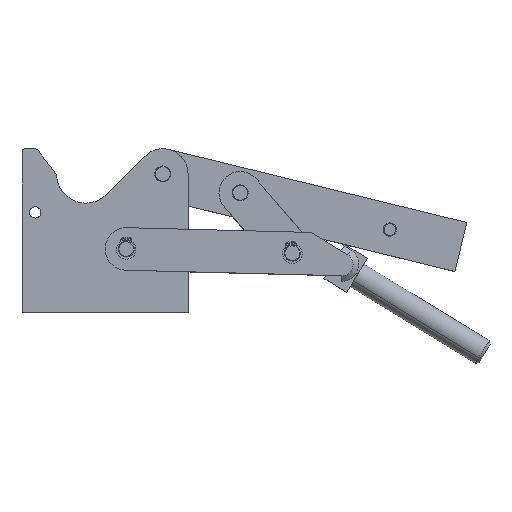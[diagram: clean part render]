
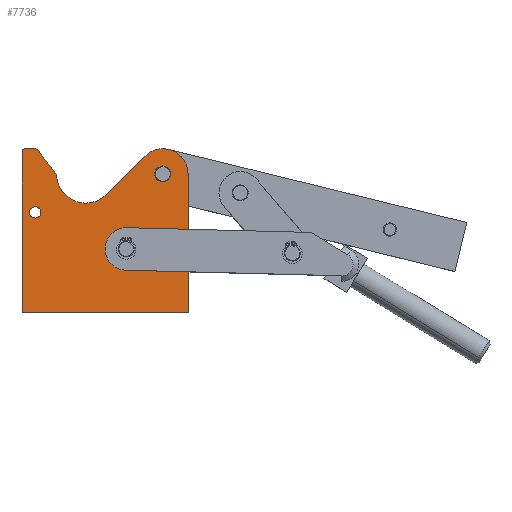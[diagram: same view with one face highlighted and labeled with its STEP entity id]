
A CAD part, top view. The second image highlights one B-rep face of the part: STEP entity #7736.
In plain terms, the highlighted planar face has unit normal (0, 0, 1).
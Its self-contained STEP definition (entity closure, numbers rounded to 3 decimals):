
#1335=CARTESIAN_POINT('',(68.073,51.503,12.));
#1336=VERTEX_POINT('',#1335);
#1343=CARTESIAN_POINT('',(80.073,51.503,12.));
#1344=VERTEX_POINT('',#1343);
#1345=CARTESIAN_POINT('',(74.073,51.503,12.));
#1346=DIRECTION('',(0.0,0.0,-1.0));
#1347=DIRECTION('',(-1.0,0.0,0.0));
#1348=AXIS2_PLACEMENT_3D('',#1345,#1346,#1347);
#1349=CIRCLE('',#1348,6.);
#1350=EDGE_CURVE('',#1344,#1336,#1349,.T.);
#3558=CARTESIAN_POINT('',(60.638,64.938,12.));
#3559=VERTEX_POINT('',#3558);
#3566=CARTESIAN_POINT('',(93.073,51.503,12.));
#3567=VERTEX_POINT('',#3566);
#3568=CARTESIAN_POINT('',(74.073,51.503,12.));
#3569=DIRECTION('',(0.0,0.0,-1.0));
#3570=DIRECTION('',(1.0,0.0,0.0));
#3571=AXIS2_PLACEMENT_3D('',#3568,#3569,#3570);
#3572=CIRCLE('',#3571,19.0);
#3573=EDGE_CURVE('',#3559,#3567,#3572,.T.);
#3847=CARTESIAN_POINT('',(-21.05,70.25,12.));
#3848=VERTEX_POINT('',#3847);
#3864=CARTESIAN_POINT('',(-22.146,70.503,12.));
#3865=VERTEX_POINT('',#3864);
#3872=CARTESIAN_POINT('',(-22.146,68.003,12.));
#3873=DIRECTION('',(0.0,0.0,-1.));
#3874=DIRECTION('',(0.438,0.899,0.0));
#3875=AXIS2_PLACEMENT_3D('',#3872,#3873,#3874);
#3876=CIRCLE('',#3875,2.5);
#3877=EDGE_CURVE('',#3865,#3848,#3876,.T.);
#3889=CARTESIAN_POINT('',(-31.194,69.77,12.));
#3890=VERTEX_POINT('',#3889);
#3906=CARTESIAN_POINT('',(-31.927,68.003,12.));
#3907=VERTEX_POINT('',#3906);
#3914=CARTESIAN_POINT('',(-29.427,68.003,12.));
#3915=DIRECTION('',(0.0,0.0,-1.0));
#3916=DIRECTION('',(-0.707,0.707,0.0));
#3917=AXIS2_PLACEMENT_3D('',#3914,#3915,#3916);
#3918=CIRCLE('',#3917,2.5);
#3919=EDGE_CURVE('',#3907,#3890,#3918,.T.);
#3929=CARTESIAN_POINT('',(-26.177,22.503,12.));
#3930=VERTEX_POINT('',#3929);
#3939=CARTESIAN_POINT('',(-17.677,22.503,12.));
#3940=VERTEX_POINT('',#3939);
#3941=CARTESIAN_POINT('',(-21.927,22.503,12.));
#3942=DIRECTION('',(0.0,0.0,-1.0));
#3943=DIRECTION('',(-1.0,0.0,0.0));
#3944=AXIS2_PLACEMENT_3D('',#3941,#3942,#3943);
#3945=CIRCLE('',#3944,4.25);
#3946=EDGE_CURVE('',#3940,#3930,#3945,.T.);
#7378=CARTESIAN_POINT('',(93.073,-52.497,12.));
#7379=VERTEX_POINT('',#7378);
#7380=CARTESIAN_POINT('',(-31.927,-52.497,12.));
#7381=VERTEX_POINT('',#7380);
#7382=CARTESIAN_POINT('',(93.073,-52.497,12.));
#7383=DIRECTION('',(-1.0,0.0,0.0));
#7384=VECTOR('',#7383,125.0);
#7385=LINE('',#7382,#7384);
#7386=EDGE_CURVE('',#7379,#7381,#7385,.T.);
#7418=CARTESIAN_POINT('',(93.073,9.812,12.));
#7419=VERTEX_POINT('',#7418);
#7420=CARTESIAN_POINT('',(93.073,51.503,12.));
#7421=DIRECTION('',(0.0,-1.0,0.0));
#7422=VECTOR('',#7421,41.691);
#7423=LINE('',#7420,#7422);
#7424=EDGE_CURVE('',#3567,#7419,#7423,.T.);
#7426=CARTESIAN_POINT('',(93.073,-22.199,12.));
#7427=VERTEX_POINT('',#7426);
#7434=CARTESIAN_POINT('',(93.073,-22.199,12.));
#7435=DIRECTION('',(0.0,-1.0,0.0));
#7436=VECTOR('',#7435,30.299);
#7437=LINE('',#7434,#7436);
#7438=EDGE_CURVE('',#7427,#7379,#7437,.T.);
#7464=CARTESIAN_POINT('',(31.647,35.946,12.));
#7465=VERTEX_POINT('',#7464);
#7466=CARTESIAN_POINT('',(31.647,35.946,12.));
#7467=DIRECTION('',(0.707,0.707,0.0));
#7468=VECTOR('',#7467,41.);
#7469=LINE('',#7466,#7468);
#7470=EDGE_CURVE('',#7465,#3559,#7469,.T.);
#7495=CARTESIAN_POINT('',(-5.908,51.28,12.));
#7496=VERTEX_POINT('',#7495);
#7497=CARTESIAN_POINT('',(16.091,51.503,12.));
#7498=DIRECTION('',(0.0,0.0,1.0));
#7499=DIRECTION('',(1.,0.01,0.0));
#7500=AXIS2_PLACEMENT_3D('',#7497,#7498,#7499);
#7501=CIRCLE('',#7500,22.);
#7502=EDGE_CURVE('',#7496,#7465,#7501,.T.);
#7528=CARTESIAN_POINT('',(-20.176,69.542,12.));
#7529=VERTEX_POINT('',#7528);
#7538=CARTESIAN_POINT('',(-20.176,69.542,12.));
#7539=DIRECTION('',(0.616,-0.788,0.0));
#7540=VECTOR('',#7539,23.175);
#7541=LINE('',#7538,#7540);
#7542=EDGE_CURVE('',#7529,#7496,#7541,.T.);
#7567=CARTESIAN_POINT('',(-31.927,-52.497,12.));
#7568=DIRECTION('',(0.0,1.0,0.0));
#7569=VECTOR('',#7568,120.5);
#7570=LINE('',#7567,#7569);
#7571=EDGE_CURVE('',#7381,#3907,#7570,.T.);
#7590=CARTESIAN_POINT('',(-21.927,22.503,12.));
#7591=DIRECTION('',(0.0,0.0,-1.0));
#7592=DIRECTION('',(-1.0,0.0,0.0));
#7593=AXIS2_PLACEMENT_3D('',#7590,#7591,#7592);
#7594=CIRCLE('',#7593,4.25);
#7595=EDGE_CURVE('',#3930,#3940,#7594,.T.);
#7606=CARTESIAN_POINT('',(-29.427,70.503,12.));
#7607=VERTEX_POINT('',#7606);
#7608=CARTESIAN_POINT('',(-29.427,68.003,12.));
#7609=DIRECTION('',(0.0,0.0,-1.0));
#7610=DIRECTION('',(-0.707,0.707,0.0));
#7611=AXIS2_PLACEMENT_3D('',#7608,#7609,#7610);
#7612=CIRCLE('',#7611,2.5);
#7613=EDGE_CURVE('',#3890,#7607,#7612,.T.);
#7646=CARTESIAN_POINT('',(-29.427,70.503,12.));
#7647=DIRECTION('',(1.0,0.0,0.0));
#7648=VECTOR('',#7647,7.281);
#7649=LINE('',#7646,#7648);
#7650=EDGE_CURVE('',#7607,#3865,#7649,.T.);
#7661=CARTESIAN_POINT('',(-22.146,68.003,12.));
#7662=DIRECTION('',(0.0,0.0,-1.));
#7663=DIRECTION('',(0.438,0.899,0.0));
#7664=AXIS2_PLACEMENT_3D('',#7661,#7662,#7663);
#7665=CIRCLE('',#7664,2.5);
#7666=EDGE_CURVE('',#3848,#7529,#7665,.T.);
#7679=CARTESIAN_POINT('',(28.425,6.835,12.));
#7680=DIRECTION('',(0.0,0.0,1.0));
#7681=DIRECTION('',(1.0,0.0,0.0));
#7682=AXIS2_PLACEMENT_3D('',#7679,#7680,#7681);
#7683=PLANE('',#7682);
#7684=CARTESIAN_POINT('',(46.162,-20.992,12.));
#7685=VERTEX_POINT('',#7684);
#7686=CARTESIAN_POINT('',(93.073,-22.199,12.));
#7687=DIRECTION('',(-1.,0.026,0.));
#7688=VECTOR('',#7687,46.927);
#7689=LINE('',#7686,#7688);
#7690=EDGE_CURVE('',#7427,#7685,#7689,.T.);
#7691=ORIENTED_EDGE('',*,*,#7690,.T.);
#7692=CARTESIAN_POINT('',(46.985,10.997,12.));
#7693=VERTEX_POINT('',#7692);
#7694=CARTESIAN_POINT('',(46.573,-4.997,12.));
#7695=DIRECTION('',(0.,0.,-1.0));
#7696=DIRECTION('',(0.026,1.,0.));
#7697=AXIS2_PLACEMENT_3D('',#7694,#7695,#7696);
#7698=CIRCLE('',#7697,16.0);
#7699=EDGE_CURVE('',#7685,#7693,#7698,.T.);
#7700=ORIENTED_EDGE('',*,*,#7699,.T.);
#7701=CARTESIAN_POINT('',(46.985,10.997,12.));
#7702=DIRECTION('',(1.,-0.026,0.));
#7703=VECTOR('',#7702,46.104);
#7704=LINE('',#7701,#7703);
#7705=EDGE_CURVE('',#7693,#7419,#7704,.T.);
#7706=ORIENTED_EDGE('',*,*,#7705,.T.);
#7707=ORIENTED_EDGE('',*,*,#7424,.F.);
#7708=ORIENTED_EDGE('',*,*,#3573,.F.);
#7709=ORIENTED_EDGE('',*,*,#7470,.F.);
#7710=ORIENTED_EDGE('',*,*,#7502,.F.);
#7711=ORIENTED_EDGE('',*,*,#7542,.F.);
#7712=ORIENTED_EDGE('',*,*,#7666,.F.);
#7713=ORIENTED_EDGE('',*,*,#3877,.F.);
#7714=ORIENTED_EDGE('',*,*,#7650,.F.);
#7715=ORIENTED_EDGE('',*,*,#7613,.F.);
#7716=ORIENTED_EDGE('',*,*,#3919,.F.);
#7717=ORIENTED_EDGE('',*,*,#7571,.F.);
#7718=ORIENTED_EDGE('',*,*,#7386,.F.);
#7719=ORIENTED_EDGE('',*,*,#7438,.F.);
#7720=EDGE_LOOP('',(#7691,#7700,#7706,#7707,#7708,#7709,#7710,#7711,#7712,#7713,#7714,#7715,#7716,#7717,#7718,#7719));
#7721=FACE_OUTER_BOUND('',#7720,.T.);
#7722=ORIENTED_EDGE('',*,*,#3946,.T.);
#7723=ORIENTED_EDGE('',*,*,#7595,.T.);
#7724=EDGE_LOOP('',(#7722,#7723));
#7725=FACE_BOUND('',#7724,.T.);
#7726=ORIENTED_EDGE('',*,*,#1350,.T.);
#7727=CARTESIAN_POINT('',(74.073,51.503,12.));
#7728=DIRECTION('',(0.0,0.0,-1.0));
#7729=DIRECTION('',(-1.0,0.0,0.0));
#7730=AXIS2_PLACEMENT_3D('',#7727,#7728,#7729);
#7731=CIRCLE('',#7730,6.);
#7732=EDGE_CURVE('',#1336,#1344,#7731,.T.);
#7733=ORIENTED_EDGE('',*,*,#7732,.T.);
#7734=EDGE_LOOP('',(#7726,#7733));
#7735=FACE_BOUND('',#7734,.T.);
#7736=ADVANCED_FACE('',(#7721,#7725,#7735),#7683,.T.);
